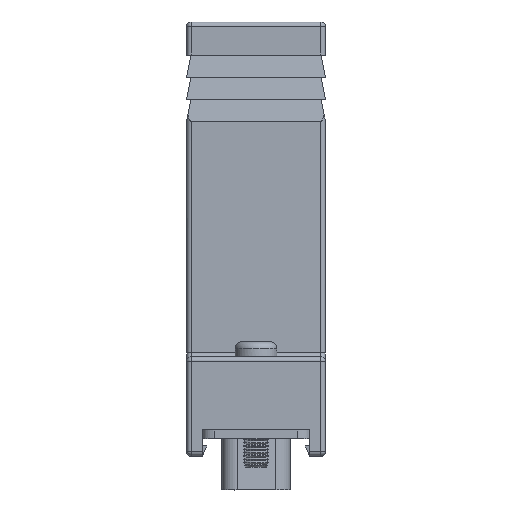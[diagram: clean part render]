
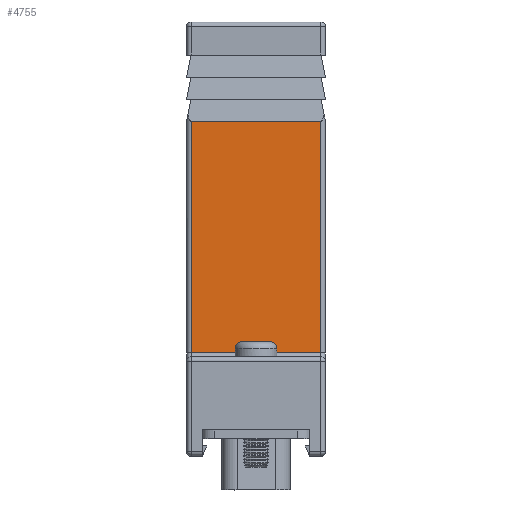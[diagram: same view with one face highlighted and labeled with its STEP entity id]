
A CAD part, top view. The second image highlights one B-rep face of the part: STEP entity #4755.
In plain terms, the highlighted planar face has unit normal (0, 0, 1).
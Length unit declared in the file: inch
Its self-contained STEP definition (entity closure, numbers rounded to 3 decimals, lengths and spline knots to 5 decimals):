
#1049 = VERTEX_POINT ( 'NONE', #15867 ) ;
#1056 = VERTEX_POINT ( 'NONE', #15876 ) ;
#1063 = VERTEX_POINT ( 'NONE', #15886 ) ;
#1126 = VERTEX_POINT ( 'NONE', #15981 ) ;
#3041 = LINE ( 'NONE', #4880, #3058 ) ;
#3049 = LINE ( 'NONE', #4899, #3052 ) ;
#3052 = VECTOR ( 'NONE', #4900, 39.37008 ) ;
#3053 = LINE ( 'NONE', #4903, #3056 ) ;
#3056 = VECTOR ( 'NONE', #4905, 39.37008 ) ;
#3058 = VECTOR ( 'NONE', #4906, 39.37008 ) ;
#3059 = LINE ( 'NONE', #4909, #3062 ) ;
#3062 = VECTOR ( 'NONE', #4910, 39.37008 ) ;
#4755 = ADVANCED_FACE ( 'NONE', ( #9953 ), #10770, .F. ) ;
#4880 = CARTESIAN_POINT ( 'NONE',  ( -0.315, 0.47, 0.3885 ) ) ;
#4899 = CARTESIAN_POINT ( 'NONE',  ( -0.31504, 1.52, 0.3885 ) ) ;
#4900 = DIRECTION ( 'NONE',  ( 1., 0., 0. ) ) ;
#4903 = CARTESIAN_POINT ( 'NONE',  ( -0.295, 1.97, 0.3885 ) ) ;
#4905 = DIRECTION ( 'NONE',  ( 0., -1., 0. ) ) ;
#4906 = DIRECTION ( 'NONE',  ( 1., 0., 0. ) ) ;
#4909 = CARTESIAN_POINT ( 'NONE',  ( 0.295, 1.97, 0.3885 ) ) ;
#4910 = DIRECTION ( 'NONE',  ( 0., 1., 0. ) ) ;
#8425 = EDGE_LOOP ( 'NONE', ( #18984, #18985, #18986, #18987 ) ) ;
#9953 = FACE_OUTER_BOUND ( 'NONE', #8425, .T. ) ;
#10761 = CARTESIAN_POINT ( 'NONE',  ( -0.315, 1.97, 0.3885 ) ) ;
#10770 = PLANE ( 'NONE',  #13414 ) ;
#10772 = DIRECTION ( 'NONE',  ( 0., 0., -1. ) ) ;
#10773 = DIRECTION ( 'NONE',  ( -1., 0., 0. ) ) ;
#13414 = AXIS2_PLACEMENT_3D ( 'NONE', #10761, #10772, #10773 ) ;
#15867 = CARTESIAN_POINT ( 'NONE',  ( -0.295, 0.47, 0.3885 ) ) ;
#15876 = CARTESIAN_POINT ( 'NONE',  ( 0.295, 1.52, 0.3885 ) ) ;
#15886 = CARTESIAN_POINT ( 'NONE',  ( 0.295, 0.47, 0.3885 ) ) ;
#15981 = CARTESIAN_POINT ( 'NONE',  ( -0.295, 1.52, 0.3885 ) ) ;
#16374 = EDGE_CURVE ( 'NONE', #1126, #1056, #3049, .T. ) ;
#16376 = EDGE_CURVE ( 'NONE', #1126, #1049, #3053, .T. ) ;
#16377 = EDGE_CURVE ( 'NONE', #1049, #1063, #3041, .T. ) ;
#16379 = EDGE_CURVE ( 'NONE', #1063, #1056, #3059, .T. ) ;
#18984 = ORIENTED_EDGE ( 'NONE', *, *, #16374, .F. ) ;
#18985 = ORIENTED_EDGE ( 'NONE', *, *, #16376, .T. ) ;
#18986 = ORIENTED_EDGE ( 'NONE', *, *, #16377, .T. ) ;
#18987 = ORIENTED_EDGE ( 'NONE', *, *, #16379, .T. ) ;
